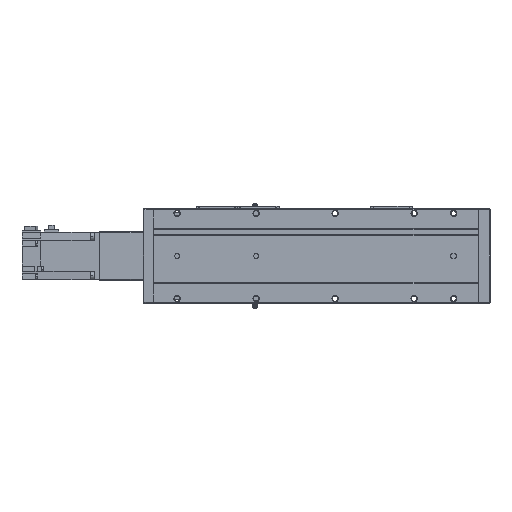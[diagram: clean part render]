
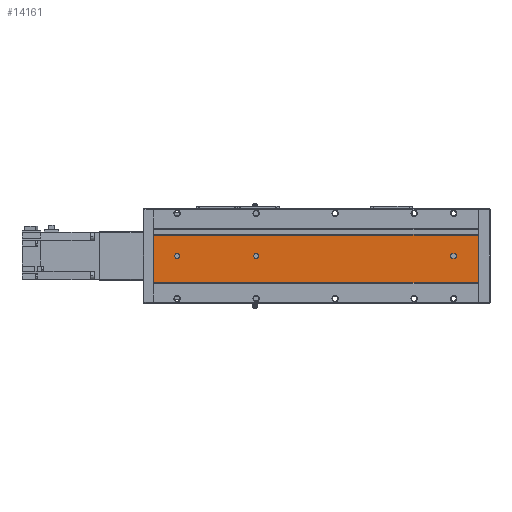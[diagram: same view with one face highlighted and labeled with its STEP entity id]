
A CAD part, front view. The second image highlights one B-rep face of the part: STEP entity #14161.
In plain terms, the highlighted planar face has unit normal (0, -1, 0).
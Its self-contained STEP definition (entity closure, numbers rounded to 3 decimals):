
#180 = CARTESIAN_POINT ( 'NONE',  ( 379., 1., -3. ) ) ;
#375 = DIRECTION ( 'NONE',  ( -1., 0., 0. ) ) ;
#1005 = VERTEX_POINT ( 'NONE', #11740 ) ;
#2394 = DIRECTION ( 'NONE',  ( 1., 0., 0. ) ) ;
#2619 = ORIENTED_EDGE ( 'NONE', *, *, #39906, .T. ) ;
#3055 = ORIENTED_EDGE ( 'NONE', *, *, #41656, .T. ) ;
#3698 = ORIENTED_EDGE ( 'NONE', *, *, #12561, .F. ) ;
#3934 = VECTOR ( 'NONE', #38287, 1000. ) ;
#4219 = AXIS2_PLACEMENT_3D ( 'NONE', #38267, #35281, #18281 ) ;
#4244 = CIRCLE ( 'NONE', #17809, 3. ) ;
#4898 = DIRECTION ( 'NONE',  ( 1., 0., 0. ) ) ;
#5609 = FACE_OUTER_BOUND ( 'NONE', #8085, .T. ) ;
#5675 = VERTEX_POINT ( 'NONE', #8859 ) ;
#7121 = DIRECTION ( 'NONE',  ( 0., 0., 1. ) ) ;
#7871 = LINE ( 'NONE', #20851, #13475 ) ;
#8078 = DIRECTION ( 'NONE',  ( 0., -1., 0. ) ) ;
#8085 = EDGE_LOOP ( 'NONE', ( #3055, #22562, #10850, #2619 ) ) ;
#8114 = AXIS2_PLACEMENT_3D ( 'NONE', #28231, #14628, #24639 ) ;
#8441 = CARTESIAN_POINT ( 'NONE',  ( 0., 1., 26.542 ) ) ;
#8580 = FACE_BOUND ( 'NONE', #12790, .T. ) ;
#8859 = CARTESIAN_POINT ( 'NONE',  ( 379., 1., 3. ) ) ;
#8960 = CIRCLE ( 'NONE', #24590, 3. ) ;
#9252 = DIRECTION ( 'NONE',  ( 0., 0., 1. ) ) ;
#9260 = CARTESIAN_POINT ( 'NONE',  ( 130., 1., 3. ) ) ;
#9701 = CIRCLE ( 'NONE', #16500, 3. ) ;
#9942 = DIRECTION ( 'NONE',  ( -1., 0., 0. ) ) ;
#10506 = VERTEX_POINT ( 'NONE', #180 ) ;
#10718 = VERTEX_POINT ( 'NONE', #8441 ) ;
#10850 = ORIENTED_EDGE ( 'NONE', *, *, #41417, .F. ) ;
#11500 = VERTEX_POINT ( 'NONE', #19348 ) ;
#11713 = DIRECTION ( 'NONE',  ( 0., 0., 1. ) ) ;
#11740 = CARTESIAN_POINT ( 'NONE',  ( 381., 1., 3. ) ) ;
#12032 = DIRECTION ( 'NONE',  ( 0., -1., 0. ) ) ;
#12507 = CARTESIAN_POINT ( 'NONE',  ( 411., 1., 3. ) ) ;
#12561 = EDGE_CURVE ( 'NONE', #14895, #16413, #9701, .T. ) ;
#12790 = EDGE_LOOP ( 'NONE', ( #13922, #3698 ) ) ;
#13198 = LINE ( 'NONE', #25340, #3934 ) ;
#13475 = VECTOR ( 'NONE', #4898, 1000. ) ;
#13566 = CARTESIAN_POINT ( 'NONE',  ( 411., 1., -34. ) ) ;
#13691 = ORIENTED_EDGE ( 'NONE', *, *, #40009, .F. ) ;
#13922 = ORIENTED_EDGE ( 'NONE', *, *, #26290, .F. ) ;
#14064 = CARTESIAN_POINT ( 'NONE',  ( 381., 1., 0. ) ) ;
#14161 = ADVANCED_FACE ( 'NONE', ( #5609, #24767, #8580, #18370 ), #18594, .F. ) ;
#14628 = DIRECTION ( 'NONE',  ( 0., -1., 0. ) ) ;
#14648 = EDGE_CURVE ( 'NONE', #11500, #41308, #23563, .T. ) ;
#14895 = VERTEX_POINT ( 'NONE', #9260 ) ;
#14901 = CARTESIAN_POINT ( 'NONE',  ( 411., 1., 26.542 ) ) ;
#15116 = LINE ( 'NONE', #14901, #33037 ) ;
#15523 = VECTOR ( 'NONE', #9942, 1000. ) ;
#15728 = EDGE_LOOP ( 'NONE', ( #16947, #13691, #39764, #15882 ) ) ;
#15882 = ORIENTED_EDGE ( 'NONE', *, *, #32059, .F. ) ;
#16165 = VECTOR ( 'NONE', #37612, 1000. ) ;
#16413 = VERTEX_POINT ( 'NONE', #30104 ) ;
#16500 = AXIS2_PLACEMENT_3D ( 'NONE', #31802, #12032, #9252 ) ;
#16947 = ORIENTED_EDGE ( 'NONE', *, *, #27374, .F. ) ;
#17809 = AXIS2_PLACEMENT_3D ( 'NONE', #20315, #32873, #7121 ) ;
#18281 = DIRECTION ( 'NONE',  ( 0., 0., 1. ) ) ;
#18370 = FACE_BOUND ( 'NONE', #15728, .T. ) ;
#18594 = PLANE ( 'NONE',  #23142 ) ;
#19348 = CARTESIAN_POINT ( 'NONE',  ( 411., 1., -34. ) ) ;
#19616 = ORIENTED_EDGE ( 'NONE', *, *, #22930, .F. ) ;
#20315 = CARTESIAN_POINT ( 'NONE',  ( 30., 1., 0. ) ) ;
#20851 = CARTESIAN_POINT ( 'NONE',  ( 411., 1., -3. ) ) ;
#21064 = DIRECTION ( 'NONE',  ( 0., 0., 1. ) ) ;
#21245 = CARTESIAN_POINT ( 'NONE',  ( 411., 1., 26.542 ) ) ;
#22503 = VECTOR ( 'NONE', #375, 1000. ) ;
#22562 = ORIENTED_EDGE ( 'NONE', *, *, #14648, .F. ) ;
#22930 = EDGE_CURVE ( 'NONE', #30998, #36446, #33278, .T. ) ;
#23142 = AXIS2_PLACEMENT_3D ( 'NONE', #31344, #31554, #2394 ) ;
#23563 = LINE ( 'NONE', #13566, #22503 ) ;
#24477 = CARTESIAN_POINT ( 'NONE',  ( 379., 1., 0. ) ) ;
#24590 = AXIS2_PLACEMENT_3D ( 'NONE', #14064, #8078, #21064 ) ;
#24639 = DIRECTION ( 'NONE',  ( 0., 0., 1. ) ) ;
#24767 = FACE_BOUND ( 'NONE', #25712, .T. ) ;
#24903 = CIRCLE ( 'NONE', #26938, 3. ) ;
#25240 = CARTESIAN_POINT ( 'NONE',  ( 30., 1., 3. ) ) ;
#25340 = CARTESIAN_POINT ( 'NONE',  ( 411., 1., 26.542 ) ) ;
#25712 = EDGE_LOOP ( 'NONE', ( #27747, #19616 ) ) ;
#26290 = EDGE_CURVE ( 'NONE', #16413, #14895, #41560, .T. ) ;
#26938 = AXIS2_PLACEMENT_3D ( 'NONE', #24477, #37437, #11713 ) ;
#27374 = EDGE_CURVE ( 'NONE', #10506, #41585, #7871, .T. ) ;
#27673 = EDGE_CURVE ( 'NONE', #1005, #5675, #29079, .T. ) ;
#27747 = ORIENTED_EDGE ( 'NONE', *, *, #34372, .F. ) ;
#28231 = CARTESIAN_POINT ( 'NONE',  ( 30., 1., 0. ) ) ;
#29079 = LINE ( 'NONE', #12507, #15523 ) ;
#30104 = CARTESIAN_POINT ( 'NONE',  ( 130., 1., -3. ) ) ;
#30998 = VERTEX_POINT ( 'NONE', #25240 ) ;
#31344 = CARTESIAN_POINT ( 'NONE',  ( 411., 1., 26.542 ) ) ;
#31554 = DIRECTION ( 'NONE',  ( 0., 1., 0. ) ) ;
#31802 = CARTESIAN_POINT ( 'NONE',  ( 130., 1., 0. ) ) ;
#32059 = EDGE_CURVE ( 'NONE', #41585, #1005, #8960, .T. ) ;
#32873 = DIRECTION ( 'NONE',  ( 0., -1., 0. ) ) ;
#33037 = VECTOR ( 'NONE', #34669, 1000. ) ;
#33278 = CIRCLE ( 'NONE', #8114, 3. ) ;
#34222 = LINE ( 'NONE', #40390, #16165 ) ;
#34372 = EDGE_CURVE ( 'NONE', #36446, #30998, #4244, .T. ) ;
#34669 = DIRECTION ( 'NONE',  ( -1., 0., 0. ) ) ;
#35281 = DIRECTION ( 'NONE',  ( 0., -1., 0. ) ) ;
#36446 = VERTEX_POINT ( 'NONE', #41909 ) ;
#37437 = DIRECTION ( 'NONE',  ( 0., -1., 0. ) ) ;
#37612 = DIRECTION ( 'NONE',  ( 0., 0., -1. ) ) ;
#38023 = CARTESIAN_POINT ( 'NONE',  ( 381., 1., -3. ) ) ;
#38267 = CARTESIAN_POINT ( 'NONE',  ( 130., 1., 0. ) ) ;
#38287 = DIRECTION ( 'NONE',  ( 0., 0., -1. ) ) ;
#38709 = CARTESIAN_POINT ( 'NONE',  ( 0., 1., -34. ) ) ;
#39764 = ORIENTED_EDGE ( 'NONE', *, *, #27673, .F. ) ;
#39906 = EDGE_CURVE ( 'NONE', #40326, #10718, #15116, .T. ) ;
#40009 = EDGE_CURVE ( 'NONE', #5675, #10506, #24903, .T. ) ;
#40326 = VERTEX_POINT ( 'NONE', #21245 ) ;
#40390 = CARTESIAN_POINT ( 'NONE',  ( 0., 1., 26.542 ) ) ;
#41308 = VERTEX_POINT ( 'NONE', #38709 ) ;
#41417 = EDGE_CURVE ( 'NONE', #40326, #11500, #13198, .T. ) ;
#41560 = CIRCLE ( 'NONE', #4219, 3. ) ;
#41585 = VERTEX_POINT ( 'NONE', #38023 ) ;
#41656 = EDGE_CURVE ( 'NONE', #10718, #41308, #34222, .T. ) ;
#41909 = CARTESIAN_POINT ( 'NONE',  ( 30., 1., -3. ) ) ;
